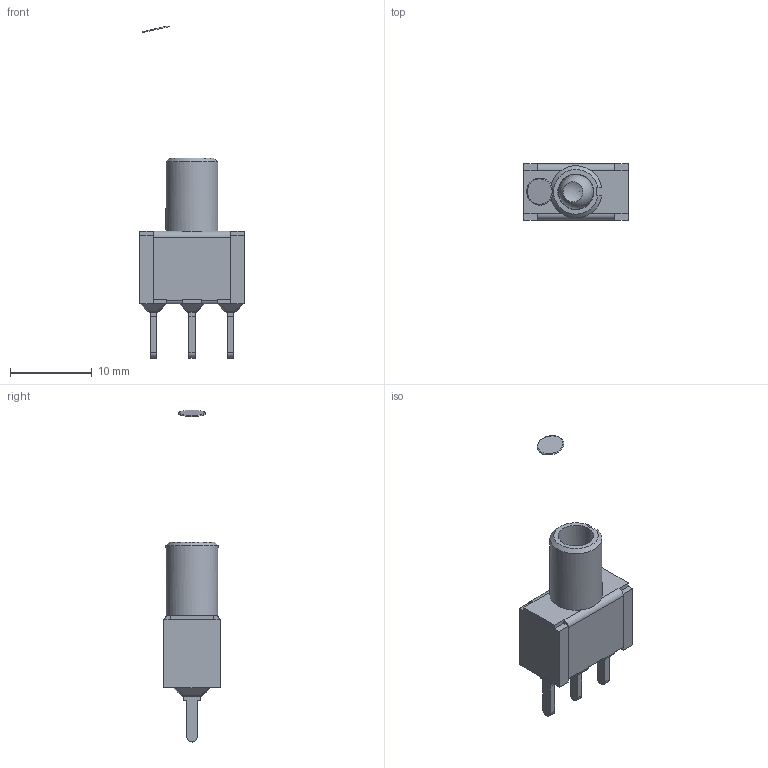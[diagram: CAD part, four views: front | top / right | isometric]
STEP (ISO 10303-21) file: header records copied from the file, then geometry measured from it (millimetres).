
FILE_DESCRIPTION(/* description */ (''),/* implementation_level */ '2;1');
FILE_NAME(/* name */ '100SPxT4B1M2xE.stp',/* time_stamp */ '2026-01-14T16:25:28-06:00',/* author */ ('jmeyers'),/* organization */ (''),/* preprocessor_version */ 'ST-DEVELOPER v18.1',/* originating_system */ 'Autodesk Inventor 2022',/* authorisation */ '');
FILE_SCHEMA (('AUTOMOTIVE_DESIGN { 1 0 10303 214 3 1 1 }'));
Length unit declared in the file: inch
Products named in the file (1): Part30
Bounding box: 12.7 x 6.86 x 40.49 mm (x, y, z)
Volume: 1107.3 mm3; surface area: 1157.8 mm2
Topology: 1 solids, 5 shells, 208 faces, 517 edges, 307 vertices
Faces by surface type: plane 153, cylinder 39, sphere 13, cone 2, torus 1
Full cylindrical faces by diameter (mm): 4.35 x1
Entity records: 5993 total; most frequent: CARTESIAN_POINT 1038, DIRECTION 1020, ORIENTED_EDGE 1008, EDGE_CURVE 504, LINE 398, VECTOR 398, AXIS2_PLACEMENT_3D 311, VERTEX_POINT 307
